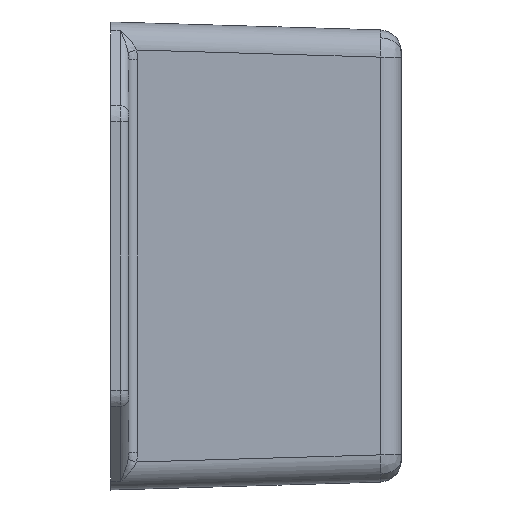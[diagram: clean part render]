
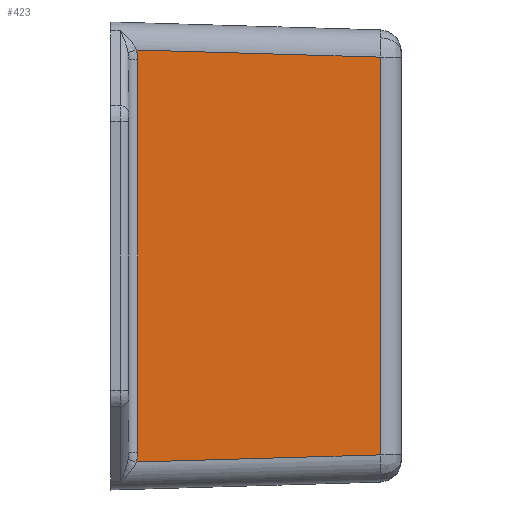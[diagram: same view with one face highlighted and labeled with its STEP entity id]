
A CAD part, left-side view. The second image highlights one B-rep face of the part: STEP entity #423.
In plain terms, the highlighted planar face has unit normal (-1, -0.029, 0).
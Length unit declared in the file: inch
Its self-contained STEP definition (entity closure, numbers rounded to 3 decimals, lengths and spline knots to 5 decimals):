
#104 = VERTEX_POINT ( 'NONE', #1720 ) ;
#283 = EDGE_CURVE ( 'NONE', #406, #384, #2252, .T. ) ;
#286 = EDGE_LOOP ( 'NONE', ( #403, #334, #332, #310, #367, #414 ) ) ;
#310 = ORIENTED_EDGE ( 'NONE', *, *, #311, .T. ) ;
#311 = EDGE_CURVE ( 'NONE', #104, #406, #2484, .T. ) ;
#313 = EDGE_CURVE ( 'NONE', #384, #369, #2527, .T. ) ;
#332 = ORIENTED_EDGE ( 'NONE', *, *, #335, .T. ) ;
#334 = ORIENTED_EDGE ( 'NONE', *, *, #404, .T. ) ;
#335 = EDGE_CURVE ( 'NONE', #337, #104, #2465, .T. ) ;
#337 = VERTEX_POINT ( 'NONE', #2472 ) ;
#366 = EDGE_CURVE ( 'NONE', #369, #424, #2616, .T. ) ;
#367 = ORIENTED_EDGE ( 'NONE', *, *, #283, .T. ) ;
#369 = VERTEX_POINT ( 'NONE', #2611 ) ;
#384 = VERTEX_POINT ( 'NONE', #2644 ) ;
#403 = ORIENTED_EDGE ( 'NONE', *, *, #366, .T. ) ;
#404 = EDGE_CURVE ( 'NONE', #424, #337, #2655, .T. ) ;
#406 = VERTEX_POINT ( 'NONE', #2656 ) ;
#414 = ORIENTED_EDGE ( 'NONE', *, *, #313, .T. ) ;
#423 = ADVANCED_FACE ( 'NONE', ( #2726 ), #2758, .T. ) ;
#424 = VERTEX_POINT ( 'NONE', #2694 ) ;
#1720 = CARTESIAN_POINT ( 'NONE',  ( -2.19046, -1.8594, -1.37254 ) ) ;
#2251 = CARTESIAN_POINT ( 'NONE',  ( -2.24239, -0.08907, 1.42447 ) ) ;
#2252 = LINE ( 'NONE', #2251, #2329 ) ;
#2328 = DIRECTION ( 'NONE',  ( -0.029, 0.999, 0.029 ) ) ;
#2329 = VECTOR ( 'NONE', #2328, 39.37008 ) ;
#2451 = CARTESIAN_POINT ( 'NONE',  ( -2.23955, -0.18567, 1.37861 ) ) ;
#2452 = CARTESIAN_POINT ( 'NONE',  ( -2.23964, -0.18258, 1.40092 ) ) ;
#2453 = CARTESIAN_POINT ( 'NONE',  ( -2.23982, -0.17652, 1.4219 ) ) ;
#2459 = DIRECTION ( 'NONE',  ( 0., 0., 1. ) ) ;
#2465 = LINE ( 'NONE', #2507, #2505 ) ;
#2467 = CARTESIAN_POINT ( 'NONE',  ( -2.23955, -0.18567, 1.35578 ) ) ;
#2472 = CARTESIAN_POINT ( 'NONE',  ( -2.23982, -0.17652, -1.4219 ) ) ;
#2474 = VECTOR ( 'NONE', #2459, 39.37008 ) ;
#2481 = CARTESIAN_POINT ( 'NONE',  ( -2.19046, -1.8594, -1.615 ) ) ;
#2484 = LINE ( 'NONE', #2481, #2474 ) ;
#2504 = DIRECTION ( 'NONE',  ( 0.029, -0.999, 0.029 ) ) ;
#2505 = VECTOR ( 'NONE', #2504, 39.37008 ) ;
#2507 = CARTESIAN_POINT ( 'NONE',  ( -2.24516, 0.0055, -1.42724 ) ) ;
#2527 =( BOUNDED_CURVE ( )  B_SPLINE_CURVE ( 3, ( #2453, #2452, #2451, #2467 ),
 .UNSPECIFIED., .F., .T. ) 
 B_SPLINE_CURVE_WITH_KNOTS ( ( 4, 4 ),
 ( 1.14434, 1.52934 ),
 .UNSPECIFIED. ) 
 CURVE ( )  GEOMETRIC_REPRESENTATION_ITEM ( )  RATIONAL_B_SPLINE_CURVE ( ( 1., 0.988, 0.988, 1. ) ) 
 REPRESENTATION_ITEM ( '' )  );
#2611 = CARTESIAN_POINT ( 'NONE',  ( -2.23955, -0.18567, 1.35578 ) ) ;
#2613 = DIRECTION ( 'NONE',  ( 0., 0., -1. ) ) ;
#2614 = VECTOR ( 'NONE', #2613, 39.37008 ) ;
#2615 = CARTESIAN_POINT ( 'NONE',  ( -2.23955, -0.18567, -1.615 ) ) ;
#2616 = LINE ( 'NONE', #2615, #2614 ) ;
#2625 = CARTESIAN_POINT ( 'NONE',  ( -2.23955, -0.18567, -1.37861 ) ) ;
#2626 = CARTESIAN_POINT ( 'NONE',  ( -2.23955, -0.18567, -1.35578 ) ) ;
#2629 = CARTESIAN_POINT ( 'NONE',  ( -2.23982, -0.17652, -1.4219 ) ) ;
#2630 = CARTESIAN_POINT ( 'NONE',  ( -2.23964, -0.18258, -1.40092 ) ) ;
#2644 = CARTESIAN_POINT ( 'NONE',  ( -2.23982, -0.17652, 1.4219 ) ) ;
#2655 =( BOUNDED_CURVE ( )  B_SPLINE_CURVE ( 3, ( #2626, #2625, #2630, #2629 ),
 .UNSPECIFIED., .F., .T. ) 
 B_SPLINE_CURVE_WITH_KNOTS ( ( 4, 4 ),
 ( 1.61225, 1.99726 ),
 .UNSPECIFIED. ) 
 CURVE ( )  GEOMETRIC_REPRESENTATION_ITEM ( )  RATIONAL_B_SPLINE_CURVE ( ( 1., 0.988, 0.988, 1. ) ) 
 REPRESENTATION_ITEM ( '' )  );
#2656 = CARTESIAN_POINT ( 'NONE',  ( -2.19046, -1.8594, 1.37254 ) ) ;
#2694 = CARTESIAN_POINT ( 'NONE',  ( -2.23955, -0.18567, -1.35578 ) ) ;
#2715 = AXIS2_PLACEMENT_3D ( 'NONE', #2722, #2721, #2720 ) ;
#2720 = DIRECTION ( 'NONE',  ( 0.029, -1., 0. ) ) ;
#2721 = DIRECTION ( 'NONE',  ( -1., -0.029, 0. ) ) ;
#2722 = CARTESIAN_POINT ( 'NONE',  ( -2.245, 0., -1.615 ) ) ;
#2726 = FACE_OUTER_BOUND ( 'NONE', #286, .T. ) ;
#2758 = PLANE ( 'NONE',  #2715 ) ;
